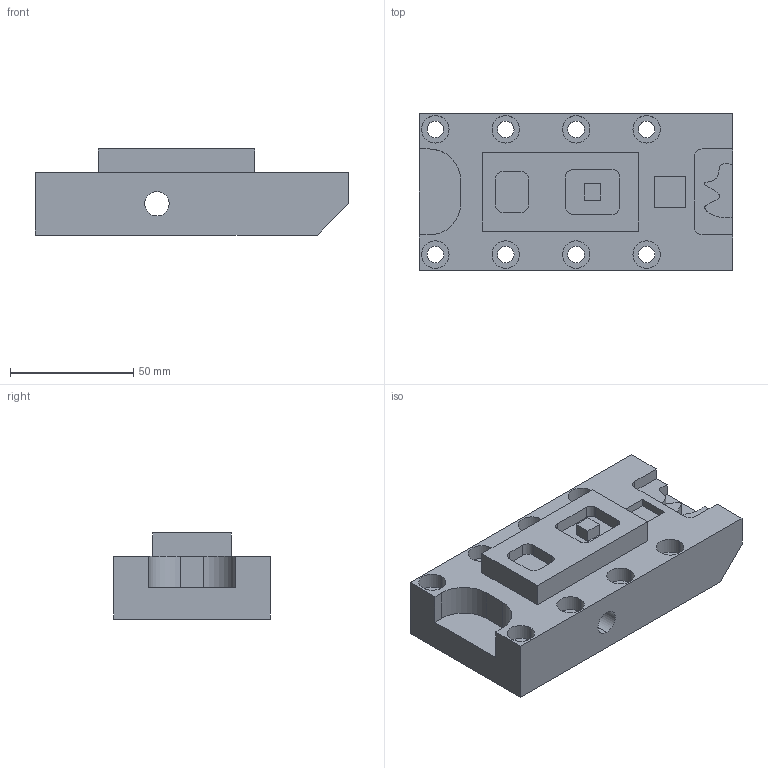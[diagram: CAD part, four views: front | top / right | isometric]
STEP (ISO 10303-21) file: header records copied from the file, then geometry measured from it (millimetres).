
FILE_DESCRIPTION (( 'STEP AP214' ), '1' );
FILE_NAME ('featuretype.STEP', '2014-10-03T02:30:11', ( '' ), ( '' ), 'SwSTEP 2.0', 'SolidWorks 2013', '' );
FILE_SCHEMA (( 'AUTOMOTIVE_DESIGN' ));
Length unit declared in the file: inch
Products named in the file (1): featuretype
Bounding box: 127 x 63.5 x 34.92 mm (x, y, z)
Volume: 190532 mm3; surface area: 34733.6 mm2
Topology: 1 solids, 1 shells, 96 faces, 243 edges, 162 vertices
Faces by surface type: plane 49, cylinder 46, bspline 1
Entity records: 3025 total; most frequent: CARTESIAN_POINT 539, DIRECTION 525, ORIENTED_EDGE 486, EDGE_CURVE 243, AXIS2_PLACEMENT_3D 188, VERTEX_POINT 162, VECTOR 149, LINE 149
